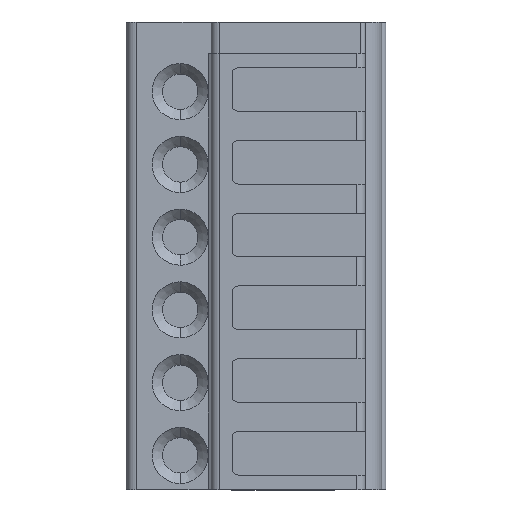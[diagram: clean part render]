
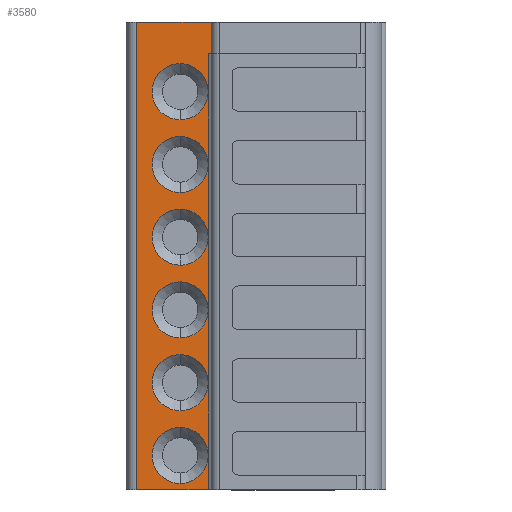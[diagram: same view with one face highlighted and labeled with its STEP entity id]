
A CAD part, top view. The second image highlights one B-rep face of the part: STEP entity #3580.
In plain terms, the highlighted planar face has unit normal (0, 0, 1).
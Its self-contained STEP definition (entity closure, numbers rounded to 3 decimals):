
#1=DIRECTION('',(1.,0.,0.));
#2=VECTOR('',#1,0.15);
#3=CARTESIAN_POINT('',(-2.3,0.,3.3));
#4=LINE('',#3,#2);
#37=DIRECTION('',(0.,1.,0.));
#38=VECTOR('',#37,22.5);
#39=CARTESIAN_POINT('',(-5.75,-21.,3.3));
#40=LINE('',#39,#38);
#41=DIRECTION('',(0.,1.,0.));
#42=VECTOR('',#41,1.838);
#43=CARTESIAN_POINT('',(-2.3,-1.838,3.3));
#44=LINE('',#43,#42);
#45=CARTESIAN_POINT('',(-3.65,-1.85,3.3));
#46=DIRECTION('',(0.,0.,-1.));
#47=DIRECTION('',(0.,1.,0.));
#48=AXIS2_PLACEMENT_3D('',#45,#46,#47);
#50=CARTESIAN_POINT('',(-3.65,-1.85,3.3));
#51=DIRECTION('',(0.,0.,-1.));
#52=DIRECTION('',(0.,-1.,0.));
#53=AXIS2_PLACEMENT_3D('',#50,#51,#52);
#55=CARTESIAN_POINT('',(-3.65,-1.85,3.3));
#56=DIRECTION('',(0.,0.,-1.));
#57=DIRECTION('',(1.,-0.009,0.));
#58=AXIS2_PLACEMENT_3D('',#55,#56,#57);
#60=DIRECTION('',(0.,1.,0.));
#61=VECTOR('',#60,3.475);
#62=CARTESIAN_POINT('',(-2.3,-5.338,3.3));
#63=LINE('',#62,#61);
#64=CARTESIAN_POINT('',(-3.65,-5.35,3.3));
#65=DIRECTION('',(0.,0.,-1.));
#66=DIRECTION('',(0.,1.,0.));
#67=AXIS2_PLACEMENT_3D('',#64,#65,#66);
#69=CARTESIAN_POINT('',(-3.65,-5.35,3.3));
#70=DIRECTION('',(0.,0.,-1.));
#71=DIRECTION('',(0.,-1.,0.));
#72=AXIS2_PLACEMENT_3D('',#69,#70,#71);
#74=CARTESIAN_POINT('',(-3.65,-5.35,3.3));
#75=DIRECTION('',(0.,0.,-1.));
#76=DIRECTION('',(1.,-0.009,0.));
#77=AXIS2_PLACEMENT_3D('',#74,#75,#76);
#79=DIRECTION('',(0.,1.,0.));
#80=VECTOR('',#79,3.475);
#81=CARTESIAN_POINT('',(-2.3,-8.838,3.3));
#82=LINE('',#81,#80);
#83=CARTESIAN_POINT('',(-3.65,-8.85,3.3));
#84=DIRECTION('',(0.,0.,-1.));
#85=DIRECTION('',(0.,1.,0.));
#86=AXIS2_PLACEMENT_3D('',#83,#84,#85);
#88=CARTESIAN_POINT('',(-3.65,-8.85,3.3));
#89=DIRECTION('',(0.,0.,-1.));
#90=DIRECTION('',(0.,-1.,0.));
#91=AXIS2_PLACEMENT_3D('',#88,#89,#90);
#93=CARTESIAN_POINT('',(-3.65,-8.85,3.3));
#94=DIRECTION('',(0.,0.,-1.));
#95=DIRECTION('',(1.,-0.009,0.));
#96=AXIS2_PLACEMENT_3D('',#93,#94,#95);
#98=DIRECTION('',(0.,1.,0.));
#99=VECTOR('',#98,3.475);
#100=CARTESIAN_POINT('',(-2.3,-12.338,3.3));
#101=LINE('',#100,#99);
#102=CARTESIAN_POINT('',(-3.65,-12.35,3.3));
#103=DIRECTION('',(0.,0.,-1.));
#104=DIRECTION('',(0.,1.,0.));
#105=AXIS2_PLACEMENT_3D('',#102,#103,#104);
#107=CARTESIAN_POINT('',(-3.65,-12.35,3.3));
#108=DIRECTION('',(0.,0.,-1.));
#109=DIRECTION('',(0.,-1.,0.));
#110=AXIS2_PLACEMENT_3D('',#107,#108,#109);
#112=CARTESIAN_POINT('',(-3.65,-12.35,3.3));
#113=DIRECTION('',(0.,0.,-1.));
#114=DIRECTION('',(1.,-0.009,0.));
#115=AXIS2_PLACEMENT_3D('',#112,#113,#114);
#117=DIRECTION('',(0.,1.,0.));
#118=VECTOR('',#117,3.475);
#119=CARTESIAN_POINT('',(-2.3,-15.838,3.3));
#120=LINE('',#119,#118);
#121=CARTESIAN_POINT('',(-3.65,-15.85,3.3));
#122=DIRECTION('',(0.,0.,-1.));
#123=DIRECTION('',(0.,1.,0.));
#124=AXIS2_PLACEMENT_3D('',#121,#122,#123);
#126=CARTESIAN_POINT('',(-3.65,-15.85,3.3));
#127=DIRECTION('',(0.,0.,-1.));
#128=DIRECTION('',(0.,-1.,0.));
#129=AXIS2_PLACEMENT_3D('',#126,#127,#128);
#131=CARTESIAN_POINT('',(-3.65,-15.85,3.3));
#132=DIRECTION('',(0.,0.,-1.));
#133=DIRECTION('',(1.,-0.009,0.));
#134=AXIS2_PLACEMENT_3D('',#131,#132,#133);
#136=DIRECTION('',(0.,1.,0.));
#137=VECTOR('',#136,3.475);
#138=CARTESIAN_POINT('',(-2.3,-19.338,3.3));
#139=LINE('',#138,#137);
#140=CARTESIAN_POINT('',(-3.65,-19.35,3.3));
#141=DIRECTION('',(0.,0.,-1.));
#142=DIRECTION('',(0.,1.,0.));
#143=AXIS2_PLACEMENT_3D('',#140,#141,#142);
#145=CARTESIAN_POINT('',(-3.65,-19.35,3.3));
#146=DIRECTION('',(0.,0.,-1.));
#147=DIRECTION('',(0.,-1.,0.));
#148=AXIS2_PLACEMENT_3D('',#145,#146,#147);
#150=CARTESIAN_POINT('',(-3.65,-19.35,3.3));
#151=DIRECTION('',(0.,0.,-1.));
#152=DIRECTION('',(1.,-0.009,0.));
#153=AXIS2_PLACEMENT_3D('',#150,#151,#152);
#155=DIRECTION('',(0.,1.,0.));
#156=VECTOR('',#155,1.638);
#157=CARTESIAN_POINT('',(-2.3,-21.,3.3));
#158=LINE('',#157,#156);
#1382=DIRECTION('',(0.,1.,0.));
#1383=VECTOR('',#1382,1.5);
#1384=CARTESIAN_POINT('',(-2.15,0.,3.3));
#1385=LINE('',#1384,#1383);
#1402=DIRECTION('',(1.,0.,0.));
#1403=VECTOR('',#1402,3.45);
#1404=CARTESIAN_POINT('',(-5.75,-21.,3.3));
#1405=LINE('',#1404,#1403);
#2117=DIRECTION('',(1.,0.,0.));
#2118=VECTOR('',#2117,3.6);
#2119=CARTESIAN_POINT('',(-5.75,1.5,3.3));
#2120=LINE('',#2119,#2118);
#2346=CARTESIAN_POINT('',(-2.3,-1.838,3.3));
#2741=CARTESIAN_POINT('',(-5.75,-21.,3.3));
#2742=VERTEX_POINT('',#2741);
#3301=CARTESIAN_POINT('',(-3.65,-3.2,3.3));
#3302=CARTESIAN_POINT('',(-3.65,-0.5,3.3));
#3303=VERTEX_POINT('',#3301);
#3304=VERTEX_POINT('',#3302);
#3309=CARTESIAN_POINT('',(-3.65,-6.7,3.3));
#3310=CARTESIAN_POINT('',(-3.65,-4.,3.3));
#3311=VERTEX_POINT('',#3309);
#3312=VERTEX_POINT('',#3310);
#3317=CARTESIAN_POINT('',(-3.65,-10.2,3.3));
#3318=CARTESIAN_POINT('',(-3.65,-7.5,3.3));
#3319=VERTEX_POINT('',#3317);
#3320=VERTEX_POINT('',#3318);
#3325=CARTESIAN_POINT('',(-3.65,-13.7,3.3));
#3326=CARTESIAN_POINT('',(-3.65,-11.,3.3));
#3327=VERTEX_POINT('',#3325);
#3328=VERTEX_POINT('',#3326);
#3333=CARTESIAN_POINT('',(-3.65,-17.2,3.3));
#3334=CARTESIAN_POINT('',(-3.65,-14.5,3.3));
#3335=VERTEX_POINT('',#3333);
#3336=VERTEX_POINT('',#3334);
#3341=CARTESIAN_POINT('',(-3.65,-20.7,3.3));
#3342=CARTESIAN_POINT('',(-3.65,-18.,3.3));
#3343=VERTEX_POINT('',#3341);
#3344=VERTEX_POINT('',#3342);
#3345=CARTESIAN_POINT('',(-2.3,-21.,3.3));
#3346=CARTESIAN_POINT('',(-2.3,-19.362,3.3));
#3347=VERTEX_POINT('',#3345);
#3348=VERTEX_POINT('',#3346);
#3349=CARTESIAN_POINT('',(-2.3,-19.338,3.3));
#3350=CARTESIAN_POINT('',(-2.3,-15.862,3.3));
#3351=VERTEX_POINT('',#3349);
#3352=VERTEX_POINT('',#3350);
#3353=CARTESIAN_POINT('',(-2.3,-15.838,3.3));
#3354=CARTESIAN_POINT('',(-2.3,-12.362,3.3));
#3355=VERTEX_POINT('',#3353);
#3356=VERTEX_POINT('',#3354);
#3357=CARTESIAN_POINT('',(-2.3,-12.338,3.3));
#3358=CARTESIAN_POINT('',(-2.3,-8.862,3.3));
#3359=VERTEX_POINT('',#3357);
#3360=VERTEX_POINT('',#3358);
#3361=CARTESIAN_POINT('',(-2.3,-8.838,3.3));
#3362=CARTESIAN_POINT('',(-2.3,-5.362,3.3));
#3363=VERTEX_POINT('',#3361);
#3364=VERTEX_POINT('',#3362);
#3365=CARTESIAN_POINT('',(-2.3,-5.338,3.3));
#3366=CARTESIAN_POINT('',(-2.3,-1.862,3.3));
#3367=VERTEX_POINT('',#3365);
#3368=VERTEX_POINT('',#3366);
#3369=VERTEX_POINT('',#2346);
#3418=CARTESIAN_POINT('',(-5.75,1.5,3.3));
#3419=VERTEX_POINT('',#3418);
#3420=CARTESIAN_POINT('',(-2.15,1.5,3.3));
#3421=VERTEX_POINT('',#3420);
#3454=CARTESIAN_POINT('',(-2.3,0.,3.3));
#3455=CARTESIAN_POINT('',(-2.15,0.,3.3));
#3456=VERTEX_POINT('',#3454);
#3457=VERTEX_POINT('',#3455);
#3514=CARTESIAN_POINT('',(-5.75,0.,3.3));
#3515=DIRECTION('',(0.,0.,1.));
#3516=DIRECTION('',(1.,0.,0.));
#3517=AXIS2_PLACEMENT_3D('',#3514,#3515,#3516);
#3518=PLANE('',#3517);
#3520=ORIENTED_EDGE('',*,*,#3519,.T.);
#3522=ORIENTED_EDGE('',*,*,#3521,.T.);
#3524=ORIENTED_EDGE('',*,*,#3523,.F.);
#3525=ORIENTED_EDGE('',*,*,#3481,.F.);
#3527=ORIENTED_EDGE('',*,*,#3526,.F.);
#3529=ORIENTED_EDGE('',*,*,#3528,.F.);
#3531=ORIENTED_EDGE('',*,*,#3530,.F.);
#3533=ORIENTED_EDGE('',*,*,#3532,.F.);
#3535=ORIENTED_EDGE('',*,*,#3534,.F.);
#3537=ORIENTED_EDGE('',*,*,#3536,.F.);
#3539=ORIENTED_EDGE('',*,*,#3538,.F.);
#3541=ORIENTED_EDGE('',*,*,#3540,.F.);
#3543=ORIENTED_EDGE('',*,*,#3542,.F.);
#3545=ORIENTED_EDGE('',*,*,#3544,.F.);
#3547=ORIENTED_EDGE('',*,*,#3546,.F.);
#3549=ORIENTED_EDGE('',*,*,#3548,.F.);
#3551=ORIENTED_EDGE('',*,*,#3550,.F.);
#3553=ORIENTED_EDGE('',*,*,#3552,.F.);
#3555=ORIENTED_EDGE('',*,*,#3554,.F.);
#3557=ORIENTED_EDGE('',*,*,#3556,.F.);
#3559=ORIENTED_EDGE('',*,*,#3558,.F.);
#3561=ORIENTED_EDGE('',*,*,#3560,.F.);
#3563=ORIENTED_EDGE('',*,*,#3562,.F.);
#3565=ORIENTED_EDGE('',*,*,#3564,.F.);
#3567=ORIENTED_EDGE('',*,*,#3566,.F.);
#3569=ORIENTED_EDGE('',*,*,#3568,.F.);
#3571=ORIENTED_EDGE('',*,*,#3570,.F.);
#3573=ORIENTED_EDGE('',*,*,#3572,.F.);
#3575=ORIENTED_EDGE('',*,*,#3574,.F.);
#3577=ORIENTED_EDGE('',*,*,#3576,.F.);
#3578=EDGE_LOOP('',(#3520,#3522,#3524,#3525,#3527,#3529,#3531,#3533,#3535,#3537,
#3539,#3541,#3543,#3545,#3547,#3549,#3551,#3553,#3555,#3557,#3559,#3561,#3563,
#3565,#3567,#3569,#3571,#3573,#3575,#3577));
#3579=FACE_OUTER_BOUND('',#3578,.F.);
#3580=ADVANCED_FACE('',(#3579),#3518,.T.);
#49=CIRCLE('',#48,1.35);
#54=CIRCLE('',#53,1.35);
#59=CIRCLE('',#58,1.35);
#68=CIRCLE('',#67,1.35);
#73=CIRCLE('',#72,1.35);
#78=CIRCLE('',#77,1.35);
#87=CIRCLE('',#86,1.35);
#92=CIRCLE('',#91,1.35);
#97=CIRCLE('',#96,1.35);
#106=CIRCLE('',#105,1.35);
#111=CIRCLE('',#110,1.35);
#116=CIRCLE('',#115,1.35);
#125=CIRCLE('',#124,1.35);
#130=CIRCLE('',#129,1.35);
#135=CIRCLE('',#134,1.35);
#144=CIRCLE('',#143,1.35);
#149=CIRCLE('',#148,1.35);
#154=CIRCLE('',#153,1.35);
#3481=EDGE_CURVE('',#3456,#3457,#4,.T.);
#3519=EDGE_CURVE('',#2742,#3419,#40,.T.);
#3521=EDGE_CURVE('',#3419,#3421,#2120,.T.);
#3523=EDGE_CURVE('',#3457,#3421,#1385,.T.);
#3526=EDGE_CURVE('',#3369,#3456,#44,.T.);
#3528=EDGE_CURVE('',#3304,#3369,#49,.T.);
#3530=EDGE_CURVE('',#3303,#3304,#54,.T.);
#3532=EDGE_CURVE('',#3368,#3303,#59,.T.);
#3534=EDGE_CURVE('',#3367,#3368,#63,.T.);
#3536=EDGE_CURVE('',#3312,#3367,#68,.T.);
#3538=EDGE_CURVE('',#3311,#3312,#73,.T.);
#3540=EDGE_CURVE('',#3364,#3311,#78,.T.);
#3542=EDGE_CURVE('',#3363,#3364,#82,.T.);
#3544=EDGE_CURVE('',#3320,#3363,#87,.T.);
#3546=EDGE_CURVE('',#3319,#3320,#92,.T.);
#3548=EDGE_CURVE('',#3360,#3319,#97,.T.);
#3550=EDGE_CURVE('',#3359,#3360,#101,.T.);
#3552=EDGE_CURVE('',#3328,#3359,#106,.T.);
#3554=EDGE_CURVE('',#3327,#3328,#111,.T.);
#3556=EDGE_CURVE('',#3356,#3327,#116,.T.);
#3558=EDGE_CURVE('',#3355,#3356,#120,.T.);
#3560=EDGE_CURVE('',#3336,#3355,#125,.T.);
#3562=EDGE_CURVE('',#3335,#3336,#130,.T.);
#3564=EDGE_CURVE('',#3352,#3335,#135,.T.);
#3566=EDGE_CURVE('',#3351,#3352,#139,.T.);
#3568=EDGE_CURVE('',#3344,#3351,#144,.T.);
#3570=EDGE_CURVE('',#3343,#3344,#149,.T.);
#3572=EDGE_CURVE('',#3348,#3343,#154,.T.);
#3574=EDGE_CURVE('',#3347,#3348,#158,.T.);
#3576=EDGE_CURVE('',#2742,#3347,#1405,.T.);
